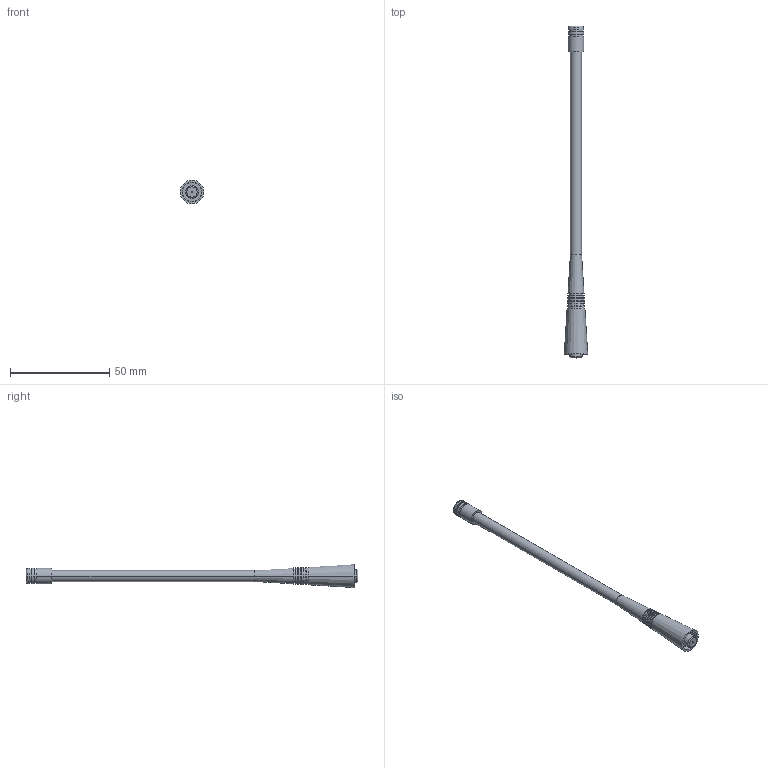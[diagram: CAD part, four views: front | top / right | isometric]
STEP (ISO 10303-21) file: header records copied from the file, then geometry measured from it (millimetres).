
FILE_DESCRIPTION (( 'STEP AP214' ), '1' );
FILE_NAME ('FMANRBD1009_3D.step', '2023-02-22T17:22:12', ( '' ), ( '' ), 'SwSTEP 2.0', 'SolidWorks 2022', '' );
FILE_SCHEMA (( 'AUTOMOTIVE_DESIGN' ));
Length unit declared in the file: inch
Products named in the file (1): FMANRBD1009_3D
Bounding box: 11.8 x 167 x 11.8 mm (x, y, z)
Volume: 6083.5 mm3; surface area: 3996.1 mm2
Topology: 1 solids, 1 shells, 68 faces, 134 edges, 86 vertices
Faces by surface type: cone 28, plane 20, cylinder 18, torus 2
Entity records: 1826 total; most frequent: DIRECTION 360, CARTESIAN_POINT 289, ORIENTED_EDGE 268, AXIS2_PLACEMENT_3D 157, EDGE_CURVE 134, CIRCLE 88, VERTEX_POINT 86, EDGE_LOOP 86
